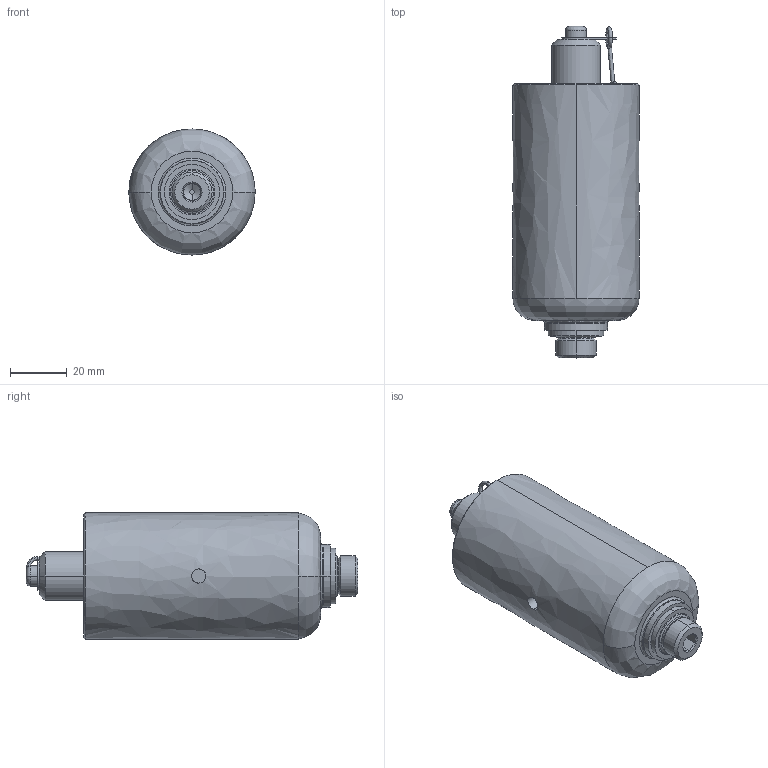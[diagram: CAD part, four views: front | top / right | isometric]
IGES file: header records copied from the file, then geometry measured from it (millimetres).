
Start section:  PTC IGES file: ilcm49011402.igs
Global section: file name: ilcm49011402.igs; native system: Creo Parametric by Parametric Technology Corporation; preprocessor: 2013320; author: gar; organization: Unknown; date: 20160419.154219; units: inch
Bounding box: 44.45 x 117.02 x 44.45 mm (x, y, z)
Surface area: 34603 mm2 (no closed solid volume)
Topology: 0 solids, 0 shells, 765 faces, 5933 edges, 7707 vertices
Faces by surface type: bspline 552, revolution 213
